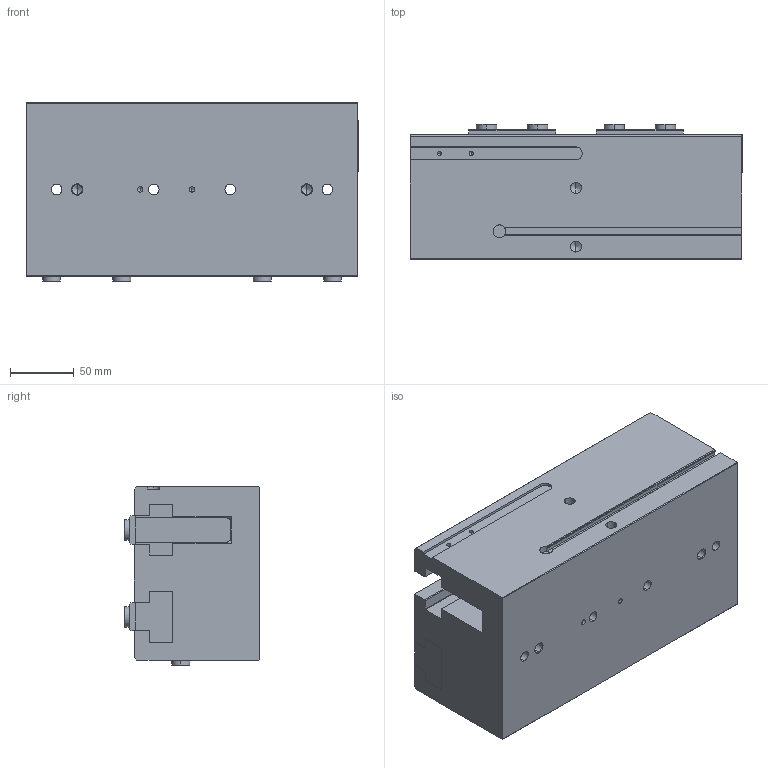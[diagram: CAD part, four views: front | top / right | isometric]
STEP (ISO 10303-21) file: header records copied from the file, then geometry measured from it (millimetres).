
FILE_DESCRIPTION (( 'STEP AP214' ), '1' );
FILE_NAME ('PLG 60-100.STEP', '2022-10-13T13:35:28', ( '' ), ( '' ), 'SwSTEP 2.0', 'SolidWorks 2022', '' );
FILE_SCHEMA (( 'AUTOMOTIVE_DESIGN' ));
Length unit declared in the file: millimetre
Products named in the file (5): PLG 60-100; Griffa_1; Boccola 16_1; Boccola 14_1; Corpo_6
Assembly tree (11 placements, depth 2):
  PLG 60-100
    Corpo_6
    Griffa_1  x2
    Boccola 16_1  x4
    Boccola 14_1  x4
Bounding box: 260 x 105.8 x 140 mm (x, y, z)
Volume: 3011231 mm3; surface area: 295659.4 mm2
Topology: 11 solids, 11 shells, 353 faces, 867 edges, 540 vertices
Faces by surface type: plane 165, cylinder 112, cone 44, bspline 32
Entity records: 9858 total; most frequent: CARTESIAN_POINT 1352, DIRECTION 1235, ORIENTED_EDGE 1150, EDGE_CURVE 575, AXIS2_PLACEMENT_3D 431, VECTOR 373, LINE 373, VERTEX_POINT 372
